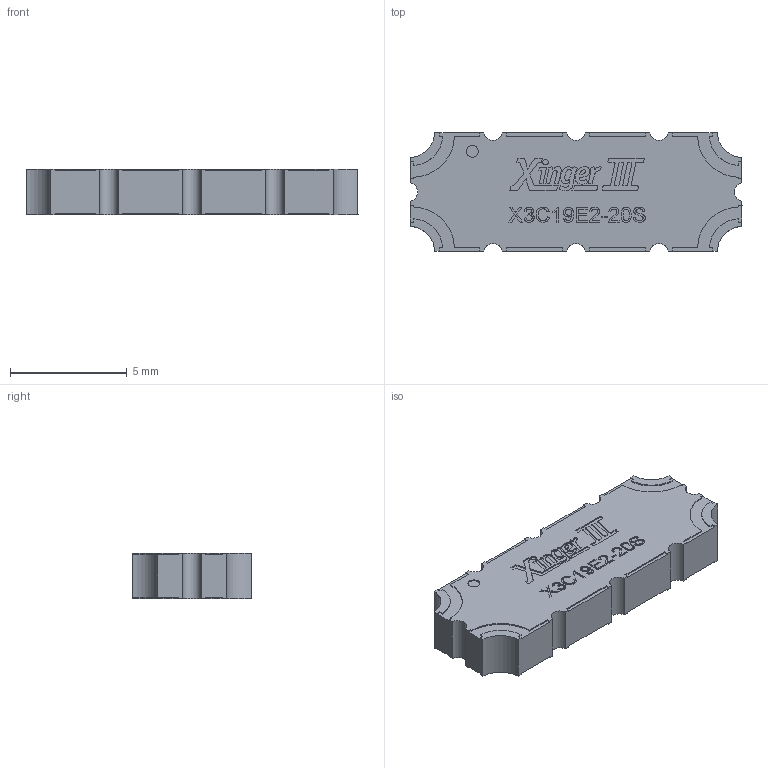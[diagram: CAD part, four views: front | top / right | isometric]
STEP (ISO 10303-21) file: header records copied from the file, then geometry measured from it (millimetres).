
FILE_DESCRIPTION (( 'STEP AP203' ), '1' );
FILE_NAME ('X3C19E2-20S_3D_Model.STEP', '2024-10-02T15:00:14', ( '' ), ( '' ), 'SwSTEP 2.0', 'SolidWorks 2023', '' );
FILE_SCHEMA (( 'CONFIG_CONTROL_DESIGN' ));
Length unit declared in the file: inch
Products named in the file (1): X3C19E2-20S_3D_Model
Bounding box: 14.22 x 5.08 x 1.93 mm (x, y, z)
Volume: 128.6 mm3; surface area: 223.3 mm2
Topology: 5 solids, 5 shells, 495 faces, 1371 edges, 914 vertices
Faces by surface type: plane 305, cylinder 107, bspline 83
Entity records: 20580 total; most frequent: CARTESIAN_POINT 8192, ORIENTED_EDGE 2742, DIRECTION 2245, EDGE_CURVE 1371, VECTOR 991, LINE 991, VERTEX_POINT 914, AXIS2_PLACEMENT_3D 627
